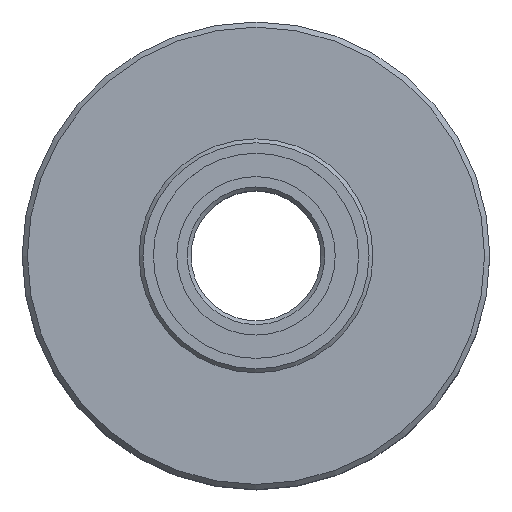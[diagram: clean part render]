
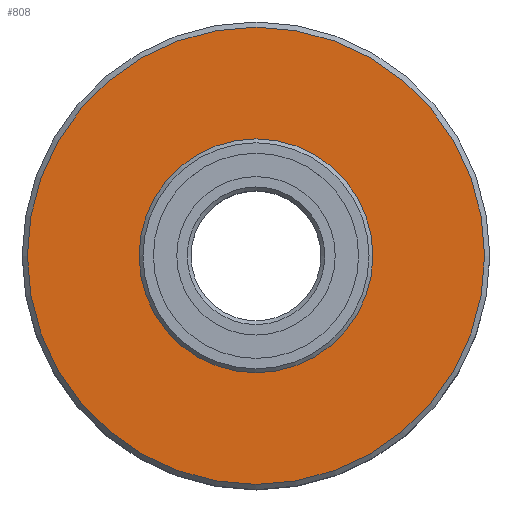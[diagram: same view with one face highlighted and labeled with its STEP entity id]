
A CAD part, top view. The second image highlights one B-rep face of the part: STEP entity #808.
In plain terms, the highlighted planar face has unit normal (0, 0, 1).
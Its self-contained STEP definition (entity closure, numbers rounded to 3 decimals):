
#59 = EDGE_CURVE('',#60,#60,#62,.T.);
#60 = VERTEX_POINT('',#61);
#61 = CARTESIAN_POINT('',(4.5,0.,4.25));
#62 = SURFACE_CURVE('',#63,(#68,#80),.PCURVE_S1.);
#63 = CIRCLE('',#64,4.5);
#64 = AXIS2_PLACEMENT_3D('',#65,#66,#67);
#65 = CARTESIAN_POINT('',(0.,0.,4.25));
#66 = DIRECTION('',(0.,0.,-1.));
#67 = DIRECTION('',(1.,0.,0.));
#68 = PCURVE('',#69,#74);
#69 = CYLINDRICAL_SURFACE('',#70,4.5);
#70 = AXIS2_PLACEMENT_3D('',#71,#72,#73);
#71 = CARTESIAN_POINT('',(0.,0.,4.25));
#72 = DIRECTION('',(-0.,0.,-1.));
#73 = DIRECTION('',(1.,0.,0.));
#74 = DEFINITIONAL_REPRESENTATION('',(#75),#79);
#75 = LINE('',#76,#77);
#76 = CARTESIAN_POINT('',(0.,0.));
#77 = VECTOR('',#78,1.);
#78 = DIRECTION('',(1.,0.));
#79 = ( GEOMETRIC_REPRESENTATION_CONTEXT(2) 
PARAMETRIC_REPRESENTATION_CONTEXT() REPRESENTATION_CONTEXT('2D SPACE',''
  ) );
#80 = PCURVE('',#81,#86);
#81 = PLANE('',#82);
#82 = AXIS2_PLACEMENT_3D('',#83,#84,#85);
#83 = CARTESIAN_POINT('',(0.,0.,4.25));
#84 = DIRECTION('',(-0.,0.,-1.));
#85 = DIRECTION('',(1.,0.,0.));
#86 = DEFINITIONAL_REPRESENTATION('',(#87),#91);
#87 = CIRCLE('',#88,4.5);
#88 = AXIS2_PLACEMENT_2D('',#89,#90);
#89 = CARTESIAN_POINT('',(0.,0.));
#90 = DIRECTION('',(1.,-0.));
#91 = ( GEOMETRIC_REPRESENTATION_CONTEXT(2) 
PARAMETRIC_REPRESENTATION_CONTEXT() REPRESENTATION_CONTEXT('2D SPACE',''
  ) );
#724 = CONICAL_SURFACE('',#725,8.8,0.785);
#725 = AXIS2_PLACEMENT_3D('',#726,#727,#728);
#726 = CARTESIAN_POINT('',(0.,0.,4.25));
#727 = DIRECTION('',(-0.,0.,-1.));
#728 = DIRECTION('',(1.,0.,0.));
#762 = EDGE_CURVE('',#763,#763,#765,.T.);
#763 = VERTEX_POINT('',#764);
#764 = CARTESIAN_POINT('',(8.8,0.,4.25));
#765 = SURFACE_CURVE('',#766,(#771,#778),.PCURVE_S1.);
#766 = CIRCLE('',#767,8.8);
#767 = AXIS2_PLACEMENT_3D('',#768,#769,#770);
#768 = CARTESIAN_POINT('',(0.,0.,4.25));
#769 = DIRECTION('',(0.,0.,-1.));
#770 = DIRECTION('',(1.,0.,0.));
#771 = PCURVE('',#724,#772);
#772 = DEFINITIONAL_REPRESENTATION('',(#773),#777);
#773 = LINE('',#774,#775);
#774 = CARTESIAN_POINT('',(0.,0.));
#775 = VECTOR('',#776,1.);
#776 = DIRECTION('',(1.,0.));
#777 = ( GEOMETRIC_REPRESENTATION_CONTEXT(2) 
PARAMETRIC_REPRESENTATION_CONTEXT() REPRESENTATION_CONTEXT('2D SPACE',''
  ) );
#778 = PCURVE('',#81,#779);
#779 = DEFINITIONAL_REPRESENTATION('',(#780),#784);
#780 = CIRCLE('',#781,8.8);
#781 = AXIS2_PLACEMENT_2D('',#782,#783);
#782 = CARTESIAN_POINT('',(0.,0.));
#783 = DIRECTION('',(1.,-0.));
#784 = ( GEOMETRIC_REPRESENTATION_CONTEXT(2) 
PARAMETRIC_REPRESENTATION_CONTEXT() REPRESENTATION_CONTEXT('2D SPACE',''
  ) );
#808 = ADVANCED_FACE('',(#809,#812),#81,.F.);
#809 = FACE_BOUND('',#810,.T.);
#810 = EDGE_LOOP('',(#811));
#811 = ORIENTED_EDGE('',*,*,#59,.T.);
#812 = FACE_BOUND('',#813,.T.);
#813 = EDGE_LOOP('',(#814));
#814 = ORIENTED_EDGE('',*,*,#762,.F.);
